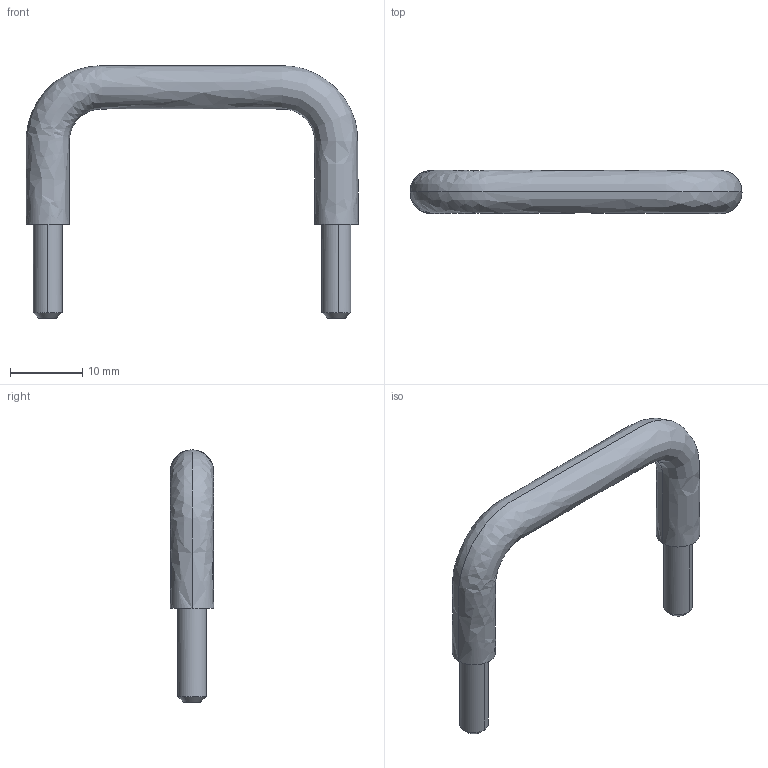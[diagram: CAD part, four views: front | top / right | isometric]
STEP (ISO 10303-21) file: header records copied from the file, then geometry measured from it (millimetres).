
FILE_DESCRIPTION((''),'2;1');
FILE_NAME('','2005-10-07T11:53:51',(''),(''),'','CADfix','');
FILE_SCHEMA(('AUTOMOTIVE_DESIGN'));
Length unit declared in the file: millimetre
Products named in the file (1): pull
Bounding box: 46 x 6 x 35 mm (x, y, z)
Volume: 2366.9 mm3; surface area: 1738.8 mm2
Topology: 1 solids, 1 shells, 14 faces, 41 edges, 31 vertices
Faces by surface type: bspline 14
Entity records: 811 total; most frequent: CARTESIAN_POINT 575, ORIENTED_EDGE 82, EDGE_CURVE 41, VERTEX_POINT 31, EDGE_LOOP 16, FACE_OUTER_BOUND 14, ADVANCED_FACE 14, QUASI_UNIFORM_CURVE 8
